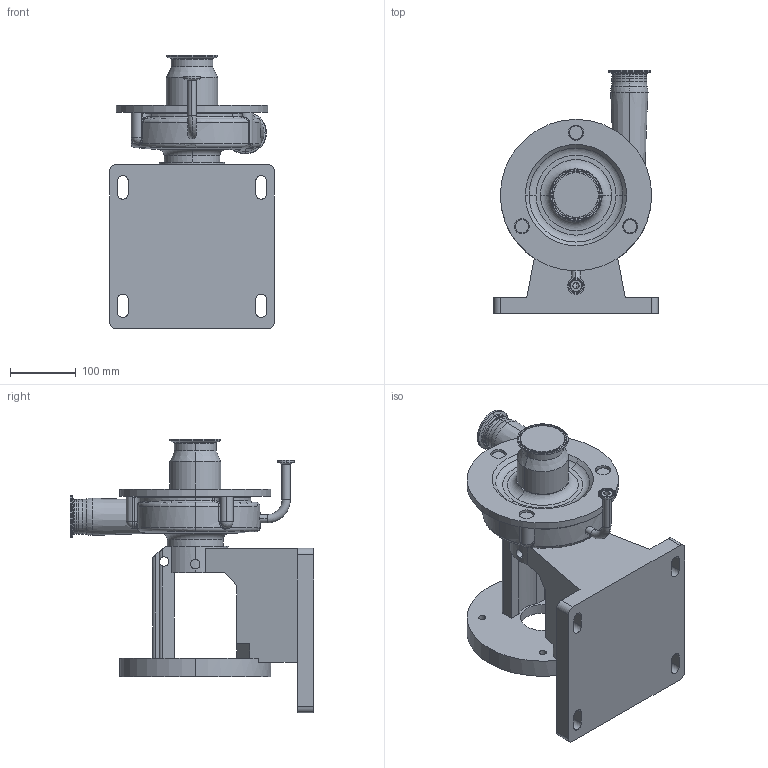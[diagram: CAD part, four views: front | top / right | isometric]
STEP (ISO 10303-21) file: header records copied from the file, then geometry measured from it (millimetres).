
FILE_DESCRIPTION (( 'STEP AP214' ), '1' );
FILE_NAME ('FP 352 180TC VERTICAL 1-2 In ELBOW FRONT.STEP', '2010-02-23T21:08:59', ( ' ' ), ( '' ), 'SwSTEP 2.0', 'SolidWorks 2010', '' );
FILE_SCHEMA (( 'AUTOMOTIVE_DESIGN' ));
Length unit declared in the file: millimetre
Products named in the file (2): FP 352 180TC VERTICAL 1-2 In ELBOW FRONT^1275000115; FP 352 180TC VERTICAL 1-2 In ELBOW FRONT
Assembly tree (1 placements, depth 2):
  FP 352 180TC VERTICAL 1-2 In ELBOW FRONT
    FP 352 180TC VERTICAL 1-2 In ELBOW FRONT^1275000115
Bounding box: 250 x 370 x 416 mm (x, y, z)
Volume: 7274567.5 mm3; surface area: 610215.3 mm2
Topology: 1 solids, 3 shells, 386 faces, 971 edges, 594 vertices
Faces by surface type: cylinder 147, plane 91, torus 63, bspline 43, cone 33, sphere 9
Entity records: 24037 total; most frequent: CARTESIAN_POINT 14744, DIRECTION 1999, ORIENTED_EDGE 1930, EDGE_CURVE 965, AXIS2_PLACEMENT_3D 825, VERTEX_POINT 592, CIRCLE 478, EDGE_LOOP 429
